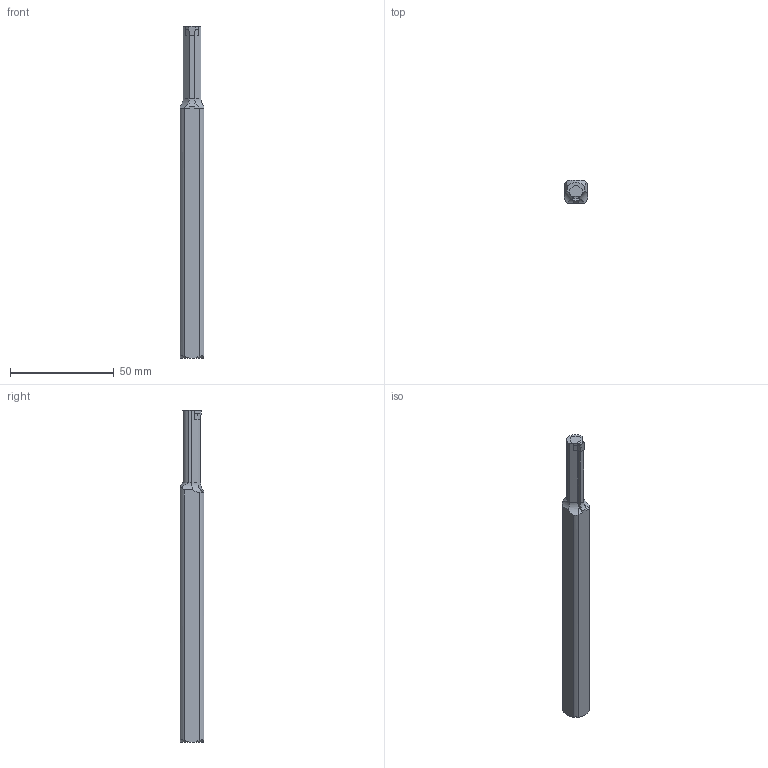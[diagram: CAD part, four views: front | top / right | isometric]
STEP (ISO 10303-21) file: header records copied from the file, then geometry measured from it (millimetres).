
FILE_DESCRIPTION(/* description */ (''),/* implementation_level */ '2;1');
FILE_NAME(/* name */ 'PHZ901104_06_SIM.stp',/* time_stamp */ '2019-09-27T09:35:05+02:00',/* author */ (''),/* organization */ (''),/* preprocessor_version */ 'ST-DEVELOPER v16.7',/* originating_system */ 'SIEMENS PLM Software NX 12.0',/* authorisation */ '');
FILE_SCHEMA (('AUTOMOTIVE_DESIGN { 1 0 10303 214 3 1 1 1 }'));
Length unit declared in the file: millimetre
Products named in the file (1): fo341530CCCFh6ky
Bounding box: 11.3 x 11.3 x 160.1 mm (x, y, z)
Volume: 16811.8 mm3; surface area: 6365.8 mm2
Topology: 2 solids, 2 shells, 53 faces, 139 edges, 90 vertices
Faces by surface type: plane 35, cylinder 13, cone 5
Entity records: 1687 total; most frequent: CARTESIAN_POINT 346, ORIENTED_EDGE 278, DIRECTION 260, EDGE_CURVE 139, LINE 92, VECTOR 92, VERTEX_POINT 90, AXIS2_PLACEMENT_3D 84
